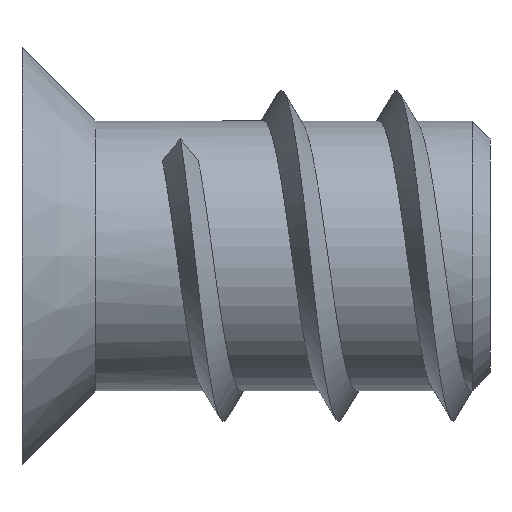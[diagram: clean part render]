
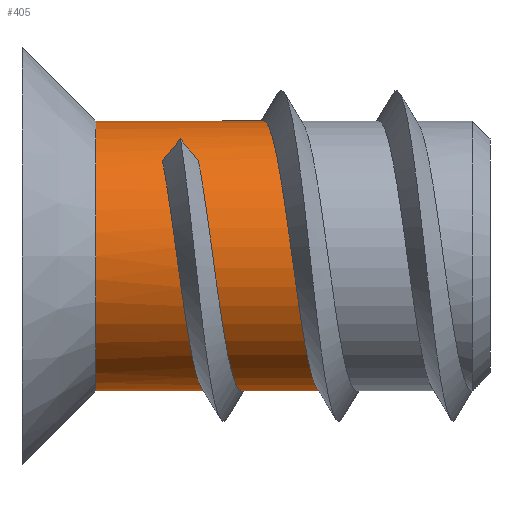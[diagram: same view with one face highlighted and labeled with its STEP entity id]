
A CAD part, left-side view. The second image highlights one B-rep face of the part: STEP entity #405.
In plain terms, the highlighted cylindrical face has radius 3.75 mm (diameter 7.5 mm), a partial arc.
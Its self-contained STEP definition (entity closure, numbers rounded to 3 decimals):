
#3 = CARTESIAN_POINT ( 'NONE',  ( 0., 6.9, -3.75 ) ) ;
#35 = EDGE_CURVE ( 'NONE', #1211, #53, #602, .T. ) ;
#52 = CARTESIAN_POINT ( 'NONE',  ( -1.941, 8.167, -3.362 ) ) ;
#53 = VERTEX_POINT ( 'NONE', #232 ) ;
#102 = CARTESIAN_POINT ( 'NONE',  ( 0., 10.95, -3.75 ) ) ;
#107 = VERTEX_POINT ( 'NONE', #102 ) ;
#115 = CIRCLE ( 'NONE', #523, 3.75 ) ;
#117 = ORIENTED_EDGE ( 'NONE', *, *, #472, .F. ) ;
#119 = LINE ( 'NONE', #277, #910 ) ;
#122 = VECTOR ( 'NONE', #629, 1000. ) ;
#164 = CARTESIAN_POINT ( 'NONE',  ( -3.362, 8.433, -1.941 ) ) ;
#170 = CARTESIAN_POINT ( 'NONE',  ( -3.622, 5.633, 0.971 ) ) ;
#178 = CYLINDRICAL_SURFACE ( 'NONE', #496, 3.75 ) ;
#198 = EDGE_CURVE ( 'NONE', #107, #722, #1181, .T. ) ;
#223 = DIRECTION ( 'NONE',  ( 0., 0., -1. ) ) ;
#232 = CARTESIAN_POINT ( 'NONE',  ( -2.652, 9.1, 2.652 ) ) ;
#246 = LINE ( 'NONE', #350, #122 ) ;
#263 = CARTESIAN_POINT ( 'NONE',  ( -0.971, 4.833, -3.622 ) ) ;
#277 = CARTESIAN_POINT ( 'NONE',  ( 0., 0., -3.75 ) ) ;
#281 = CARTESIAN_POINT ( 'NONE',  ( -0.971, 8.033, -3.622 ) ) ;
#303 = CARTESIAN_POINT ( 'NONE',  ( -1.941, 4.967, -3.362 ) ) ;
#311 = EDGE_LOOP ( 'NONE', ( #117, #946, #485, #1146, #1202, #468, #1029, #954 ) ) ;
#350 = CARTESIAN_POINT ( 'NONE',  ( 0., 0., 3.75 ) ) ;
#353 = CARTESIAN_POINT ( 'NONE',  ( -0.971, 7.033, -3.622 ) ) ;
#359 = CARTESIAN_POINT ( 'NONE',  ( -3.622, 7.833, 0.971 ) ) ;
#368 = CARTESIAN_POINT ( 'NONE',  ( -0.494, 4.768, -3.75 ) ) ;
#378 = CARTESIAN_POINT ( 'NONE',  ( -3.882, 7.7, 0. ) ) ;
#405 = ADVANCED_FACE ( 'NONE', ( #1222 ), #178, .T. ) ;
#411 = CARTESIAN_POINT ( 'NONE',  ( 0., 7.9, -3.75 ) ) ;
#430 = CARTESIAN_POINT ( 'NONE',  ( -3.622, 8.833, 0.971 ) ) ;
#449 = DIRECTION ( 'NONE',  ( 0., -1., 0. ) ) ;
#462 = CARTESIAN_POINT ( 'NONE',  ( -3.362, 5.233, -1.941 ) ) ;
#463 = EDGE_CURVE ( 'NONE', #722, #53, #1192, .T. ) ;
#468 = ORIENTED_EDGE ( 'NONE', *, *, #950, .F. ) ;
#472 = EDGE_CURVE ( 'NONE', #787, #862, #246, .T. ) ;
#485 = ORIENTED_EDGE ( 'NONE', *, *, #198, .T. ) ;
#496 = AXIS2_PLACEMENT_3D ( 'NONE', #943, #449, #1131 ) ;
#515 = CARTESIAN_POINT ( 'NONE',  ( 0., 6.9, -3.75 ) ) ;
#519 = CARTESIAN_POINT ( 'NONE',  ( -3.622, 8.567, -0.971 ) ) ;
#523 = AXIS2_PLACEMENT_3D ( 'NONE', #616, #903, #223 ) ;
#528 = VERTEX_POINT ( 'NONE', #618 ) ;
#546 =( BOUNDED_CURVE ( )  B_SPLINE_CURVE ( 2, ( #3, #1064, #353, #554, #742, #663, #1119, #378, #359, #940, #768 ),
 .UNSPECIFIED., .F., .F. ) 
 B_SPLINE_CURVE_WITH_KNOTS ( ( 3, 2, 2, 2, 2, 3 ),
 ( 0.875, 0.889, 0.917, 0.944, 0.972, 1. ),
 .UNSPECIFIED. ) 
 CURVE ( )  GEOMETRIC_REPRESENTATION_ITEM ( )  RATIONAL_B_SPLINE_CURVE ( ( 0.983, 0.983, 1., 0.966, 1., 0.966, 1., 0.966, 1., 0.966, 1. ) ) 
 REPRESENTATION_ITEM ( '' )  );
#548 = CARTESIAN_POINT ( 'NONE',  ( 0., 6.3, 3.75 ) ) ;
#554 = CARTESIAN_POINT ( 'NONE',  ( -1.941, 7.167, -3.362 ) ) ;
#565 = CARTESIAN_POINT ( 'NONE',  ( -2.652, 5.9, 2.652 ) ) ;
#599 = CARTESIAN_POINT ( 'NONE',  ( 0., 10.95, 3.75 ) ) ;
#602 = LINE ( 'NONE', #610, #1189 ) ;
#610 = CARTESIAN_POINT ( 'NONE',  ( -2.652, 8.6, 2.652 ) ) ;
#616 = CARTESIAN_POINT ( 'NONE',  ( 0., 10.95, 0. ) ) ;
#618 = CARTESIAN_POINT ( 'NONE',  ( 0., 4.7, -3.75 ) ) ;
#623 =( BOUNDED_CURVE ( )  B_SPLINE_CURVE ( 2, ( #847, #368, #263, #303, #647, #462, #682, #1030, #170, #1225, #565, #935, #1129, #759, #1139 ),
 .UNSPECIFIED., .F., .F. ) 
 B_SPLINE_CURVE_WITH_KNOTS ( ( 3, 2, 2, 2, 2, 2, 2, 3 ),
 ( 0.542, 0.556, 0.583, 0.611, 0.639, 0.667, 0.694, 0.708 ),
 .UNSPECIFIED. ) 
 CURVE ( )  GEOMETRIC_REPRESENTATION_ITEM ( )  RATIONAL_B_SPLINE_CURVE ( ( 0.983, 0.983, 1., 0.966, 1., 0.966, 1., 0.966, 1., 0.966, 1., 0.966, 1., 0.983, 0.983 ) ) 
 REPRESENTATION_ITEM ( '' )  );
#629 = DIRECTION ( 'NONE',  ( 0., -1., 0. ) ) ;
#633 = EDGE_CURVE ( 'NONE', #528, #862, #623, .T. ) ;
#647 = CARTESIAN_POINT ( 'NONE',  ( -2.652, 5.1, -2.652 ) ) ;
#661 = DIRECTION ( 'NONE',  ( 0., -1., 0. ) ) ;
#663 = CARTESIAN_POINT ( 'NONE',  ( -3.362, 7.433, -1.941 ) ) ;
#682 = CARTESIAN_POINT ( 'NONE',  ( -3.622, 5.367, -0.971 ) ) ;
#702 = CARTESIAN_POINT ( 'NONE',  ( -2.652, 8.1, 2.652 ) ) ;
#722 = VERTEX_POINT ( 'NONE', #411 ) ;
#742 = CARTESIAN_POINT ( 'NONE',  ( -2.652, 7.3, -2.652 ) ) ;
#759 = CARTESIAN_POINT ( 'NONE',  ( -0.494, 6.232, 3.75 ) ) ;
#761 = CARTESIAN_POINT ( 'NONE',  ( 0., 7.9, -3.75 ) ) ;
#768 = CARTESIAN_POINT ( 'NONE',  ( -2.652, 8.1, 2.652 ) ) ;
#787 = VERTEX_POINT ( 'NONE', #599 ) ;
#792 = VECTOR ( 'NONE', #1175, 1000. ) ;
#806 = DIRECTION ( 'NONE',  ( 0., 1., 0. ) ) ;
#821 = CARTESIAN_POINT ( 'NONE',  ( -2.652, 8.3, -2.652 ) ) ;
#847 = CARTESIAN_POINT ( 'NONE',  ( 0., 4.7, -3.75 ) ) ;
#859 = CARTESIAN_POINT ( 'NONE',  ( -0.494, 7.968, -3.75 ) ) ;
#862 = VERTEX_POINT ( 'NONE', #548 ) ;
#903 = DIRECTION ( 'NONE',  ( 0., -1., 0. ) ) ;
#910 = VECTOR ( 'NONE', #661, 1000. ) ;
#916 = CARTESIAN_POINT ( 'NONE',  ( -2.652, 9.1, 2.652 ) ) ;
#935 = CARTESIAN_POINT ( 'NONE',  ( -1.941, 6.033, 3.362 ) ) ;
#940 = CARTESIAN_POINT ( 'NONE',  ( -3.362, 7.967, 1.941 ) ) ;
#943 = CARTESIAN_POINT ( 'NONE',  ( 0., 0., 0. ) ) ;
#946 = ORIENTED_EDGE ( 'NONE', *, *, #1180, .T. ) ;
#950 = EDGE_CURVE ( 'NONE', #1161, #1211, #546, .T. ) ;
#954 = ORIENTED_EDGE ( 'NONE', *, *, #633, .T. ) ;
#992 = CARTESIAN_POINT ( 'NONE',  ( 0., 0., -3.75 ) ) ;
#1029 = ORIENTED_EDGE ( 'NONE', *, *, #1132, .T. ) ;
#1030 = CARTESIAN_POINT ( 'NONE',  ( -3.882, 5.5, 0. ) ) ;
#1064 = CARTESIAN_POINT ( 'NONE',  ( -0.494, 6.968, -3.75 ) ) ;
#1105 = CARTESIAN_POINT ( 'NONE',  ( -3.362, 8.967, 1.941 ) ) ;
#1119 = CARTESIAN_POINT ( 'NONE',  ( -3.622, 7.567, -0.971 ) ) ;
#1129 = CARTESIAN_POINT ( 'NONE',  ( -0.971, 6.167, 3.622 ) ) ;
#1131 = DIRECTION ( 'NONE',  ( 0., 0., -1. ) ) ;
#1132 = EDGE_CURVE ( 'NONE', #1161, #528, #119, .T. ) ;
#1139 = CARTESIAN_POINT ( 'NONE',  ( 0., 6.3, 3.75 ) ) ;
#1146 = ORIENTED_EDGE ( 'NONE', *, *, #463, .T. ) ;
#1161 = VERTEX_POINT ( 'NONE', #515 ) ;
#1175 = DIRECTION ( 'NONE',  ( 0., -1., 0. ) ) ;
#1180 = EDGE_CURVE ( 'NONE', #787, #107, #115, .T. ) ;
#1181 = LINE ( 'NONE', #992, #792 ) ;
#1189 = VECTOR ( 'NONE', #806, 1000. ) ;
#1192 =( BOUNDED_CURVE ( )  B_SPLINE_CURVE ( 2, ( #761, #859, #281, #52, #821, #164, #519, #1215, #430, #1105, #916 ),
 .UNSPECIFIED., .F., .F. ) 
 B_SPLINE_CURVE_WITH_KNOTS ( ( 3, 2, 2, 2, 2, 3 ),
 ( 0.875, 0.889, 0.917, 0.944, 0.972, 1. ),
 .UNSPECIFIED. ) 
 CURVE ( )  GEOMETRIC_REPRESENTATION_ITEM ( )  RATIONAL_B_SPLINE_CURVE ( ( 0.983, 0.983, 1., 0.966, 1., 0.966, 1., 0.966, 1., 0.966, 1. ) ) 
 REPRESENTATION_ITEM ( '' )  );
#1202 = ORIENTED_EDGE ( 'NONE', *, *, #35, .F. ) ;
#1211 = VERTEX_POINT ( 'NONE', #702 ) ;
#1215 = CARTESIAN_POINT ( 'NONE',  ( -3.882, 8.7, 0. ) ) ;
#1222 = FACE_OUTER_BOUND ( 'NONE', #311, .T. ) ;
#1225 = CARTESIAN_POINT ( 'NONE',  ( -3.362, 5.767, 1.941 ) ) ;
